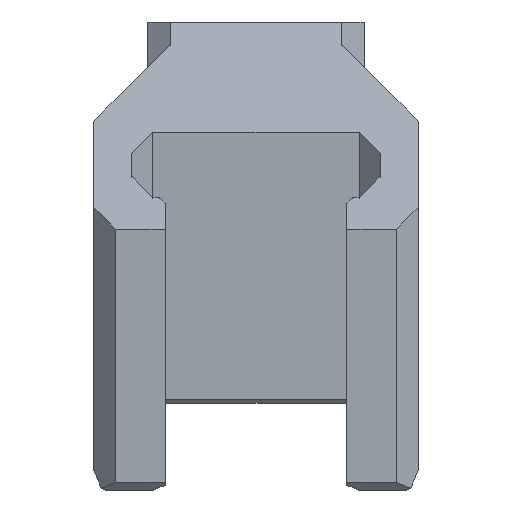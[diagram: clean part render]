
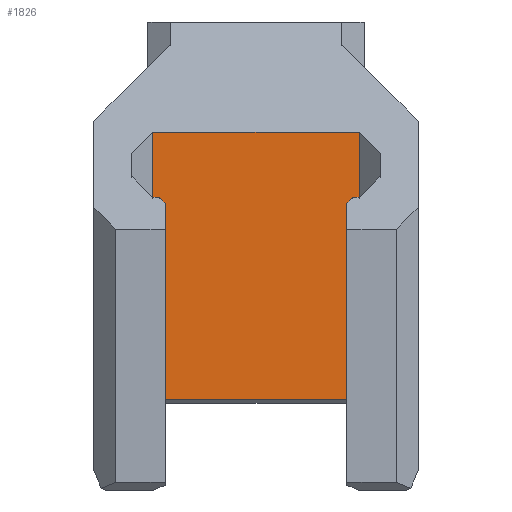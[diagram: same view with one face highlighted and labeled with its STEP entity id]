
A CAD part, front view. The second image highlights one B-rep face of the part: STEP entity #1826.
In plain terms, the highlighted planar face has unit normal (0, -1, 0).
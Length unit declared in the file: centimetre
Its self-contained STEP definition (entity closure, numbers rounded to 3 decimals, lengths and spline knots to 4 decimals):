
#178=VERTEX_POINT('',#2687);
#179=VERTEX_POINT('',#2689);
#229=VERTEX_POINT('',#2838);
#230=VERTEX_POINT('',#2840);
#231=VERTEX_POINT('',#2844);
#233=VERTEX_POINT('',#2850);
#392=VECTOR('',#2152,1.);
#463=VECTOR('',#2258,1.);
#465=VECTOR('',#2261,1.);
#469=VECTOR('',#2266,1.);
#478=VECTOR('',#2282,1.);
#479=VECTOR('',#2286,1.);
#636=LINE('',#2688,#392);
#707=LINE('',#2839,#463);
#709=LINE('',#2843,#465);
#713=LINE('',#2851,#469);
#722=LINE('',#2872,#478);
#723=LINE('',#2875,#479);
#895=EDGE_CURVE('',#178,#179,#636,.T.);
#973=EDGE_CURVE('',#229,#230,#707,.T.);
#975=EDGE_CURVE('',#231,#229,#709,.T.);
#979=EDGE_CURVE('',#233,#231,#713,.T.);
#990=EDGE_CURVE('',#230,#178,#722,.T.);
#992=EDGE_CURVE('',#179,#233,#723,.T.);
#1482=ORIENTED_EDGE('',*,*,#975,.F.);
#1483=ORIENTED_EDGE('',*,*,#979,.F.);
#1484=ORIENTED_EDGE('',*,*,#992,.F.);
#1485=ORIENTED_EDGE('',*,*,#895,.F.);
#1486=ORIENTED_EDGE('',*,*,#990,.F.);
#1487=ORIENTED_EDGE('',*,*,#973,.F.);
#1630=EDGE_LOOP('',(#1482,#1483,#1484,#1485,#1486,#1487));
#1729=FACE_BOUND('',#1630,.T.);
#1826=ADVANCED_FACE('',(#1729),#2968,.F.);
#1929=AXIS2_PLACEMENT_3D('',#2874,#2285,$);
#2152=DIRECTION('',(1.,0.,0.));
#2258=DIRECTION('',(0.707,0.,0.707));
#2261=DIRECTION('',(-1.,0.,0.));
#2266=DIRECTION('',(0.707,0.,-0.707));
#2282=DIRECTION('',(0.,0.,1.));
#2285=DIRECTION('',(0.,1.,0.));
#2286=DIRECTION('',(0.,0.,-1.));
#2687=CARTESIAN_POINT('',(-0.9093,4.6641,29.9847));
#2688=CARTESIAN_POINT('',(-1.2643,4.6641,29.9847));
#2689=CARTESIAN_POINT('',(0.9093,4.6641,29.9847));
#2838=CARTESIAN_POINT('',(-0.9322,4.6641,27.6257));
#2839=CARTESIAN_POINT('',(1.2201,4.6641,29.778));
#2840=CARTESIAN_POINT('',(-0.9093,4.6641,27.6485));
#2843=CARTESIAN_POINT('',(-1.2643,4.6641,27.6257));
#2844=CARTESIAN_POINT('',(0.9322,4.6641,27.6257));
#2850=CARTESIAN_POINT('',(0.9093,4.6641,27.6485));
#2851=CARTESIAN_POINT('',(-2.0082,4.6641,30.566));
#2872=CARTESIAN_POINT('',(-0.9093,4.6641,34.5488));
#2874=CARTESIAN_POINT('',(-1.0998,4.6641,34.5488));
#2875=CARTESIAN_POINT('',(0.9093,4.6641,34.5488));
#2968=PLANE('',#1929);
